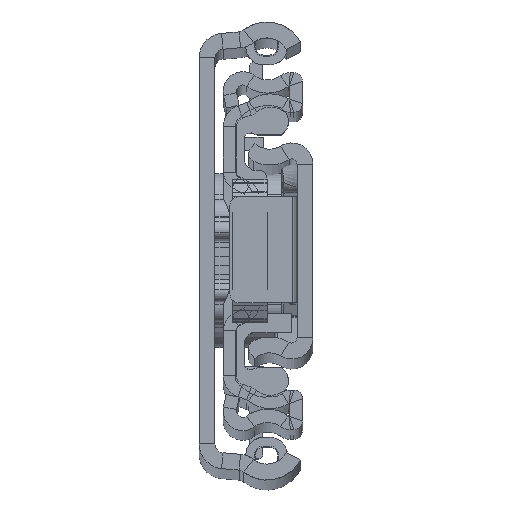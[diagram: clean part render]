
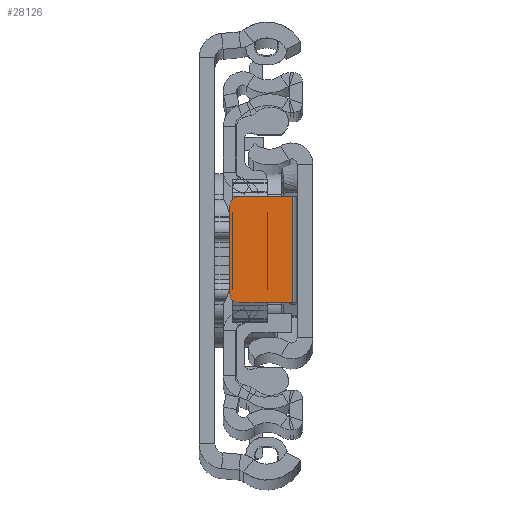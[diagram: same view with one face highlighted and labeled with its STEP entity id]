
A CAD part, top view. The second image highlights one B-rep face of the part: STEP entity #28126.
In plain terms, the highlighted planar face has unit normal (0, 0, 1).
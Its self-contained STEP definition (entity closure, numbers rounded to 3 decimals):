
#466 = CARTESIAN_POINT ( 'NONE',  ( -2.3, 6.151, -6.8 ) ) ;
#507 = AXIS2_PLACEMENT_3D ( 'NONE', #6452, #30192, #27405 ) ;
#647 = CARTESIAN_POINT ( 'NONE',  ( -9.4, -4.849, -6.8 ) ) ;
#825 = VERTEX_POINT ( 'NONE', #29148 ) ;
#1478 = LINE ( 'NONE', #9929, #32684 ) ;
#2570 = LINE ( 'NONE', #31933, #11121 ) ;
#2747 = DIRECTION ( 'NONE',  ( 0., 1., 0. ) ) ;
#2864 = VERTEX_POINT ( 'NONE', #16992 ) ;
#3254 = VECTOR ( 'NONE', #29900, 1000. ) ;
#3351 = ORIENTED_EDGE ( 'NONE', *, *, #31700, .T. ) ;
#5176 = EDGE_CURVE ( 'NONE', #28548, #11801, #1478, .T. ) ;
#5242 = AXIS2_PLACEMENT_3D ( 'NONE', #15002, #22933, #20309 ) ;
#5466 = CARTESIAN_POINT ( 'NONE',  ( -8.4, -4.849, -6.8 ) ) ;
#5652 = CARTESIAN_POINT ( 'NONE',  ( -9.4, -5.849, -6.8 ) ) ;
#6452 = CARTESIAN_POINT ( 'NONE',  ( -8.4, 5.151, -6.8 ) ) ;
#7945 = PLANE ( 'NONE',  #5242 ) ;
#9929 = CARTESIAN_POINT ( 'NONE',  ( -1.8, 6.151, -6.8 ) ) ;
#11121 = VECTOR ( 'NONE', #2747, 1000. ) ;
#11793 = VERTEX_POINT ( 'NONE', #647 ) ;
#11801 = VERTEX_POINT ( 'NONE', #466 ) ;
#11988 = ORIENTED_EDGE ( 'NONE', *, *, #32046, .F. ) ;
#12323 = ORIENTED_EDGE ( 'NONE', *, *, #13407, .F. ) ;
#13184 = ORIENTED_EDGE ( 'NONE', *, *, #5176, .F. ) ;
#13397 = ORIENTED_EDGE ( 'NONE', *, *, #33921, .T. ) ;
#13407 = EDGE_CURVE ( 'NONE', #825, #33560, #13552, .T. ) ;
#13552 = LINE ( 'NONE', #5652, #3254 ) ;
#13922 = CARTESIAN_POINT ( 'NONE',  ( -8.4, -5.849, -6.8 ) ) ;
#15002 = CARTESIAN_POINT ( 'NONE',  ( 0., 0., -6.8 ) ) ;
#15048 = AXIS2_PLACEMENT_3D ( 'NONE', #5466, #31829, #16186 ) ;
#16186 = DIRECTION ( 'NONE',  ( 1., 0., 0. ) ) ;
#16992 = CARTESIAN_POINT ( 'NONE',  ( -9.4, 5.151, -6.8 ) ) ;
#17545 = CARTESIAN_POINT ( 'NONE',  ( -2.3, 6.151, -6.8 ) ) ;
#17850 = DIRECTION ( 'NONE',  ( 1., 0., 0. ) ) ;
#18262 = CARTESIAN_POINT ( 'NONE',  ( -8.4, 6.151, -6.8 ) ) ;
#20077 = EDGE_CURVE ( 'NONE', #11801, #825, #30893, .T. ) ;
#20309 = DIRECTION ( 'NONE',  ( 1., 0., 0. ) ) ;
#20737 = CIRCLE ( 'NONE', #507, 1. ) ;
#22532 = EDGE_LOOP ( 'NONE', ( #11988, #13397, #12323, #29926, #13184, #3351 ) ) ;
#22933 = DIRECTION ( 'NONE',  ( 0., 0., 1. ) ) ;
#25583 = FACE_OUTER_BOUND ( 'NONE', #22532, .T. ) ;
#25749 = CIRCLE ( 'NONE', #15048, 1. ) ;
#27405 = DIRECTION ( 'NONE',  ( 1., 0., 0. ) ) ;
#28126 = ADVANCED_FACE ( 'NONE', ( #25583 ), #7945, .T. ) ;
#28548 = VERTEX_POINT ( 'NONE', #18262 ) ;
#29148 = CARTESIAN_POINT ( 'NONE',  ( -2.3, -5.849, -6.8 ) ) ;
#29900 = DIRECTION ( 'NONE',  ( -1., 0., 0. ) ) ;
#29926 = ORIENTED_EDGE ( 'NONE', *, *, #20077, .F. ) ;
#30192 = DIRECTION ( 'NONE',  ( 0., 0., 1. ) ) ;
#30893 = LINE ( 'NONE', #17545, #32411 ) ;
#31078 = DIRECTION ( 'NONE',  ( 0., -1., 0. ) ) ;
#31700 = EDGE_CURVE ( 'NONE', #28548, #2864, #20737, .T. ) ;
#31829 = DIRECTION ( 'NONE',  ( 0., 0., 1. ) ) ;
#31933 = CARTESIAN_POINT ( 'NONE',  ( -9.4, 6.151, -6.8 ) ) ;
#32046 = EDGE_CURVE ( 'NONE', #11793, #2864, #2570, .T. ) ;
#32411 = VECTOR ( 'NONE', #31078, 1000. ) ;
#32684 = VECTOR ( 'NONE', #17850, 1000. ) ;
#33560 = VERTEX_POINT ( 'NONE', #13922 ) ;
#33921 = EDGE_CURVE ( 'NONE', #11793, #33560, #25749, .T. ) ;
